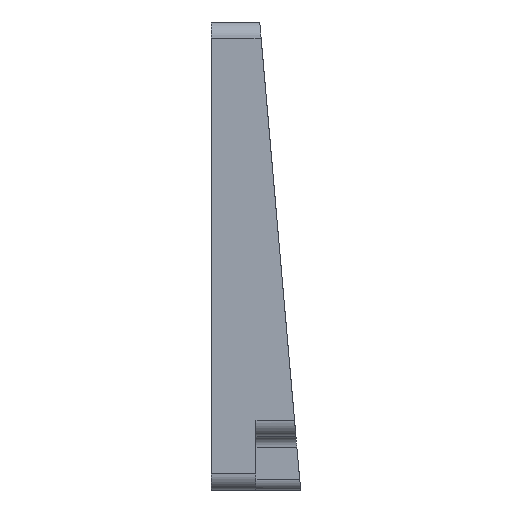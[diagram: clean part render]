
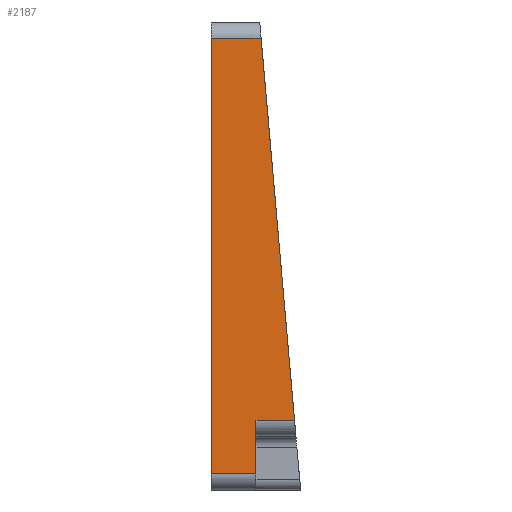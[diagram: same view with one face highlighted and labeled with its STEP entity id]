
A CAD part, left-side view. The second image highlights one B-rep face of the part: STEP entity #2187.
In plain terms, the highlighted planar face has unit normal (-1, 0, 0).
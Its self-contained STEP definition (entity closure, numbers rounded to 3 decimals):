
#70=PLANE('',#2365);
#151=FACE_OUTER_BOUND('',#274,.T.);
#274=EDGE_LOOP('',(#1583,#1584,#1585,#1586,#1587,#1588));
#449=LINE('',#3410,#657);
#450=LINE('',#3413,#658);
#451=LINE('',#3415,#659);
#452=LINE('',#3417,#660);
#453=LINE('',#3419,#661);
#454=LINE('',#3420,#662);
#657=VECTOR('',#2723,10.);
#658=VECTOR('',#2726,10.);
#659=VECTOR('',#2727,10.);
#660=VECTOR('',#2728,10.);
#661=VECTOR('',#2729,10.);
#662=VECTOR('',#2730,10.);
#981=VERTEX_POINT('',#3403);
#984=VERTEX_POINT('',#3408);
#985=VERTEX_POINT('',#3412);
#986=VERTEX_POINT('',#3414);
#987=VERTEX_POINT('',#3416);
#988=VERTEX_POINT('',#3418);
#1223=EDGE_CURVE('',#984,#981,#449,.T.);
#1224=EDGE_CURVE('',#985,#984,#450,.T.);
#1225=EDGE_CURVE('',#986,#985,#451,.T.);
#1226=EDGE_CURVE('',#986,#987,#452,.T.);
#1227=EDGE_CURVE('',#988,#987,#453,.T.);
#1228=EDGE_CURVE('',#981,#988,#454,.T.);
#1583=ORIENTED_EDGE('',*,*,#1223,.F.);
#1584=ORIENTED_EDGE('',*,*,#1224,.F.);
#1585=ORIENTED_EDGE('',*,*,#1225,.F.);
#1586=ORIENTED_EDGE('',*,*,#1226,.T.);
#1587=ORIENTED_EDGE('',*,*,#1227,.F.);
#1588=ORIENTED_EDGE('',*,*,#1228,.F.);
#2187=ADVANCED_FACE('',(#151),#70,.T.);
#2365=AXIS2_PLACEMENT_3D('',#3411,#2724,#2725);
#2723=DIRECTION('',(0.,-1.,0.));
#2724=DIRECTION('center_axis',(-1.,0.,0.));
#2725=DIRECTION('ref_axis',(0.,0.,1.));
#2726=DIRECTION('',(0.,0.,1.));
#2727=DIRECTION('',(0.,1.,0.));
#2728=DIRECTION('',(0.,0.,1.));
#2729=DIRECTION('',(0.,1.,0.));
#2730=DIRECTION('',(0.,-0.087,-0.996));
#3403=CARTESIAN_POINT('',(-5.524,-12.262,1.898));
#3408=CARTESIAN_POINT('',(-5.524,-3.,1.898));
#3410=CARTESIAN_POINT('',(-5.524,-11.656,1.898));
#3411=CARTESIAN_POINT('Origin',(-5.524,-11.312,-38.677));
#3412=CARTESIAN_POINT('',(-5.524,-3.,-79.252));
#3413=CARTESIAN_POINT('',(-5.524,-3.,-16.889));
#3414=CARTESIAN_POINT('',(-5.524,-11.312,-79.252));
#3415=CARTESIAN_POINT('',(-5.524,-7.156,-79.252));
#3416=CARTESIAN_POINT('',(-5.524,-11.312,-69.252));
#3417=CARTESIAN_POINT('',(-5.524,-11.312,-60.464));
#3418=CARTESIAN_POINT('',(-5.524,-18.487,-69.252));
#3419=CARTESIAN_POINT('',(-5.524,-13.39,-69.252));
#3420=CARTESIAN_POINT('',(-5.524,-17.701,-60.269));
